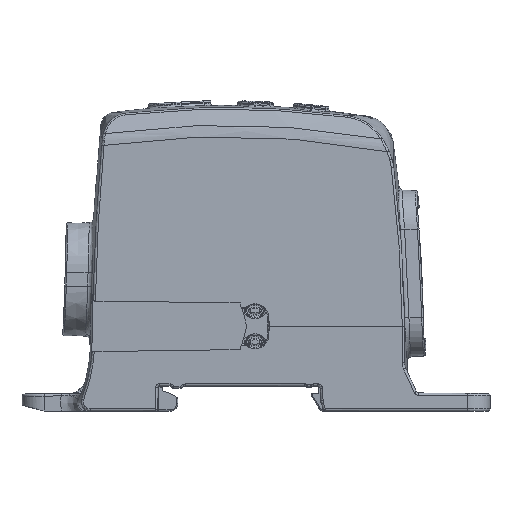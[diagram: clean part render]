
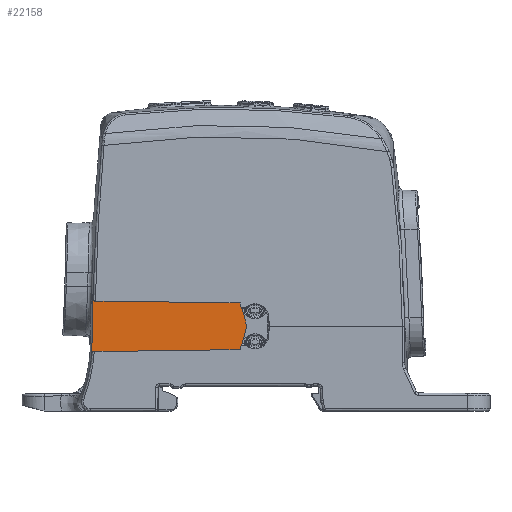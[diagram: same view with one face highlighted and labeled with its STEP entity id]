
A CAD part, left-side view. The second image highlights one B-rep face of the part: STEP entity #22158.
In plain terms, the highlighted planar face has unit normal (-1, 0.009, 0).
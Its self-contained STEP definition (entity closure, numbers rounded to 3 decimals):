
#22109=AXIS2_PLACEMENT_3D('Plane Axis2P3D',#22106,#22107,#22108) ;
#1731=CARTESIAN_POINT('Vertex',(1.686,89.026,16.314)) ;
#1735=CARTESIAN_POINT('Control Point',(1.686,89.026,16.314)) ;
#1736=CARTESIAN_POINT('Control Point',(1.686,89.021,17.293)) ;
#1737=CARTESIAN_POINT('Control Point',(1.686,89.014,18.271)) ;
#1738=CARTESIAN_POINT('Control Point',(1.686,89.005,19.244)) ;
#1739=CARTESIAN_POINT('Control Point',(1.686,88.993,20.265)) ;
#1740=CARTESIAN_POINT('Control Point',(1.686,88.978,21.285)) ;
#1741=CARTESIAN_POINT('Control Point',(1.686,88.977,21.335)) ;
#1742=CARTESIAN_POINT('Control Point',(1.686,88.976,21.44)) ;
#1743=CARTESIAN_POINT('Control Point',(1.686,88.974,21.552)) ;
#1744=CARTESIAN_POINT('Control Point',(1.686,88.973,21.61)) ;
#1745=CARTESIAN_POINT('Control Point',(1.686,88.971,21.727)) ;
#1746=CARTESIAN_POINT('Control Point',(1.686,88.97,21.845)) ;
#1747=CARTESIAN_POINT('Control Point',(1.686,88.969,21.903)) ;
#1748=CARTESIAN_POINT('Control Point',(1.686,88.967,22.021)) ;
#1749=CARTESIAN_POINT('Control Point',(1.686,88.965,22.133)) ;
#1750=CARTESIAN_POINT('Control Point',(1.686,88.964,22.178)) ;
#1751=CARTESIAN_POINT('Control Point',(1.685,88.957,22.61)) ;
#1752=CARTESIAN_POINT('Control Point',(1.685,88.95,23.04)) ;
#1753=CARTESIAN_POINT('Control Point',(1.685,88.943,23.39)) ;
#1754=CARTESIAN_POINT('Control Point',(1.685,88.929,24.126)) ;
#1755=CARTESIAN_POINT('Control Point',(1.685,88.913,24.865)) ;
#1756=CARTESIAN_POINT('Control Point',(1.685,88.905,25.227)) ;
#1757=CARTESIAN_POINT('Control Point',(1.685,88.896,25.608)) ;
#1758=CARTESIAN_POINT('Control Point',(1.685,88.887,25.989)) ;
#1759=CARTESIAN_POINT('Vertex',(1.685,88.887,25.989)) ;
#13326=CARTESIAN_POINT('Vertex',(1.393,55.483,15.04)) ;
#13329=CARTESIAN_POINT('Line Origine',(1.396,55.794,13.878)) ;
#13333=CARTESIAN_POINT('Vertex',(1.399,56.105,12.716)) ;
#13940=CARTESIAN_POINT('Vertex',(1.399,56.105,25.284)) ;
#13943=CARTESIAN_POINT('Line Origine',(1.396,55.794,24.122)) ;
#13947=CARTESIAN_POINT('Vertex',(1.393,55.483,22.96)) ;
#22003=CARTESIAN_POINT('Vertex',(1.688,89.277,12.012)) ;
#22007=CARTESIAN_POINT('Control Point',(1.686,89.026,16.314)) ;
#22008=CARTESIAN_POINT('Control Point',(1.686,89.032,14.879)) ;
#22009=CARTESIAN_POINT('Control Point',(1.687,89.116,13.442)) ;
#22010=CARTESIAN_POINT('Control Point',(1.688,89.277,12.012)) ;
#22074=CARTESIAN_POINT('Vertex',(1.659,85.89,12.001)) ;
#22077=CARTESIAN_POINT('Line Origine',(1.565,75.211,11.967)) ;
#22094=CARTESIAN_POINT('Line Origine',(1.565,75.211,12.257)) ;
#22106=CARTESIAN_POINT('Axis2P3D Location',(1.549,73.35,11.89)) ;
#22111=CARTESIAN_POINT('Line Origine',(1.389,54.987,16.891)) ;
#22115=CARTESIAN_POINT('Vertex',(1.385,54.492,18.742)) ;
#22119=CARTESIAN_POINT('Control Point',(1.385,54.492,18.742)) ;
#22120=CARTESIAN_POINT('Control Point',(1.384,54.465,18.843)) ;
#22121=CARTESIAN_POINT('Control Point',(1.384,54.451,18.947)) ;
#22122=CARTESIAN_POINT('Control Point',(1.384,54.451,19.053)) ;
#22123=CARTESIAN_POINT('Control Point',(1.384,54.465,19.157)) ;
#22124=CARTESIAN_POINT('Control Point',(1.385,54.492,19.258)) ;
#22125=CARTESIAN_POINT('Vertex',(1.385,54.492,19.258)) ;
#22128=CARTESIAN_POINT('Line Origine',(1.389,54.987,21.109)) ;
#22133=CARTESIAN_POINT('Line Origine',(1.529,70.998,25.642)) ;
#22137=CARTESIAN_POINT('Vertex',(1.659,85.89,25.999)) ;
#22140=CARTESIAN_POINT('Line Origine',(1.672,87.389,25.994)) ;
#13330=DIRECTION('Vector Direction',(0.002,0.259,-0.966)) ;
#13944=DIRECTION('Vector Direction',(0.002,0.259,0.966)) ;
#22078=DIRECTION('Vector Direction',(0.009,1.,0.003)) ;
#22095=DIRECTION('Vector Direction',(-0.009,-1.,0.024)) ;
#22107=DIRECTION('Axis2P3D Direction',(-1.,0.009,0.)) ;
#22108=DIRECTION('Axis2P3D XDirection',(0.,0.,1.)) ;
#22112=DIRECTION('Vector Direction',(0.002,0.259,-0.966)) ;
#22129=DIRECTION('Vector Direction',(0.002,0.259,0.966)) ;
#22134=DIRECTION('Vector Direction',(0.009,1.,0.024)) ;
#22141=DIRECTION('Vector Direction',(0.009,1.,-0.003)) ;
#13331=VECTOR('Line Direction',#13330,1.) ;
#13945=VECTOR('Line Direction',#13944,1.) ;
#22079=VECTOR('Line Direction',#22078,1.) ;
#22096=VECTOR('Line Direction',#22095,1.) ;
#22113=VECTOR('Line Direction',#22112,1.) ;
#22130=VECTOR('Line Direction',#22129,1.) ;
#22135=VECTOR('Line Direction',#22134,1.) ;
#22142=VECTOR('Line Direction',#22141,1.) ;
#22146=ORIENTED_EDGE('',*,*,#22098,.F.) ;
#22147=ORIENTED_EDGE('',*,*,#13335,.F.) ;
#22148=ORIENTED_EDGE('',*,*,#22117,.F.) ;
#22149=ORIENTED_EDGE('',*,*,#22127,.T.) ;
#22150=ORIENTED_EDGE('',*,*,#22132,.T.) ;
#22151=ORIENTED_EDGE('',*,*,#13949,.T.) ;
#22152=ORIENTED_EDGE('',*,*,#22139,.T.) ;
#22153=ORIENTED_EDGE('',*,*,#22144,.T.) ;
#22154=ORIENTED_EDGE('',*,*,#1761,.F.) ;
#22155=ORIENTED_EDGE('',*,*,#22011,.T.) ;
#22156=ORIENTED_EDGE('',*,*,#22081,.F.) ;
#22158=ADVANCED_FACE('NONE',(#22157),#22110,.T.) ;
#1734=B_SPLINE_CURVE_WITH_KNOTS('',5,(#1735,#1736,#1737,#1738,#1739,#1740,#1741,#1742,#1743,#1744,#1745,#1746,#1747,#1748,#1749,#1750,#1751,#1752,#1753,#1754,#1755,#1756,#1757,#1758),.UNSPECIFIED.,.F.,.U.,(6,3,3,3,3,3,3,6),(0.,6.911,7.271,7.632,7.992,8.366,11.075,13.783),.UNSPECIFIED.) ;
#22006=B_SPLINE_CURVE_WITH_KNOTS('',3,(#22007,#22008,#22009,#22010),.UNSPECIFIED.,.F.,.U.,(4,4),(0.,6.09),.UNSPECIFIED.) ;
#22118=B_SPLINE_CURVE_WITH_KNOTS('',5,(#22119,#22120,#22121,#22122,#22123,#22124),.UNSPECIFIED.,.F.,.U.,(6,6),(0.,0.74),.UNSPECIFIED.) ;
#1761=EDGE_CURVE('',#1732,#1760,#1734,.T.) ;
#13335=EDGE_CURVE('',#13327,#13334,#13332,.T.) ;
#13949=EDGE_CURVE('',#13948,#13941,#13946,.T.) ;
#22011=EDGE_CURVE('',#1732,#22004,#22006,.T.) ;
#22081=EDGE_CURVE('',#22075,#22004,#22080,.T.) ;
#22098=EDGE_CURVE('',#13334,#22075,#22097,.F.) ;
#22117=EDGE_CURVE('',#22116,#13327,#22114,.T.) ;
#22127=EDGE_CURVE('',#22116,#22126,#22118,.T.) ;
#22132=EDGE_CURVE('',#22126,#13948,#22131,.T.) ;
#22139=EDGE_CURVE('',#13941,#22138,#22136,.T.) ;
#22144=EDGE_CURVE('',#22138,#1760,#22143,.T.) ;
#22145=EDGE_LOOP('',(#22146,#22147,#22148,#22149,#22150,#22151,#22152,#22153,#22154,#22155,#22156)) ;
#22157=FACE_OUTER_BOUND('',#22145,.T.) ;
#13332=LINE('Line',#13329,#13331) ;
#13946=LINE('Line',#13943,#13945) ;
#22080=LINE('Line',#22077,#22079) ;
#22097=LINE('Line',#22094,#22096) ;
#22114=LINE('Line',#22111,#22113) ;
#22131=LINE('Line',#22128,#22130) ;
#22136=LINE('Line',#22133,#22135) ;
#22143=LINE('Line',#22140,#22142) ;
#22110=PLANE('',#22109) ;
#1732=VERTEX_POINT('',#1731) ;
#1760=VERTEX_POINT('',#1759) ;
#13327=VERTEX_POINT('',#13326) ;
#13334=VERTEX_POINT('',#13333) ;
#13941=VERTEX_POINT('',#13940) ;
#13948=VERTEX_POINT('',#13947) ;
#22004=VERTEX_POINT('',#22003) ;
#22075=VERTEX_POINT('',#22074) ;
#22116=VERTEX_POINT('',#22115) ;
#22126=VERTEX_POINT('',#22125) ;
#22138=VERTEX_POINT('',#22137) ;
